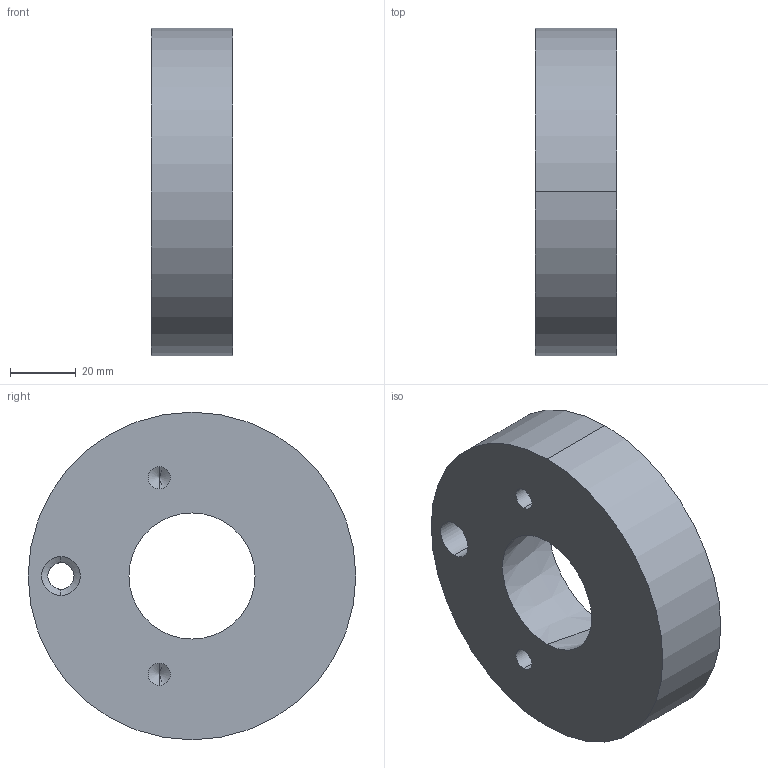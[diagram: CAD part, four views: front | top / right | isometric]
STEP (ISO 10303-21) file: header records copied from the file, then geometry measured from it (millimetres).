
FILE_DESCRIPTION (( 'STEP AP214' ), '1' );
FILE_NAME ('Corps.STEP', '2019-07-08T14:40:11', ( '' ), ( '' ), 'SwSTEP 2.0', 'SolidWorks 2018', '' );
FILE_SCHEMA (( 'AUTOMOTIVE_DESIGN' ));
Length unit declared in the file: millimetre
Products named in the file (1): Corps
Bounding box: 25 x 100 x 100 mm (x, y, z)
Volume: 145339.9 mm3; surface area: 28777.4 mm2
Topology: 1 solids, 1 shells, 44 faces, 108 edges, 59 vertices
Faces by surface type: cylinder 20, cone 18, torus 3, plane 3
Entity records: 1498 total; most frequent: CARTESIAN_POINT 294, DIRECTION 226, ORIENTED_EDGE 188, AXIS2_PLACEMENT_3D 95, EDGE_CURVE 94, VERTEX_POINT 59, EDGE_LOOP 55, CIRCLE 50
